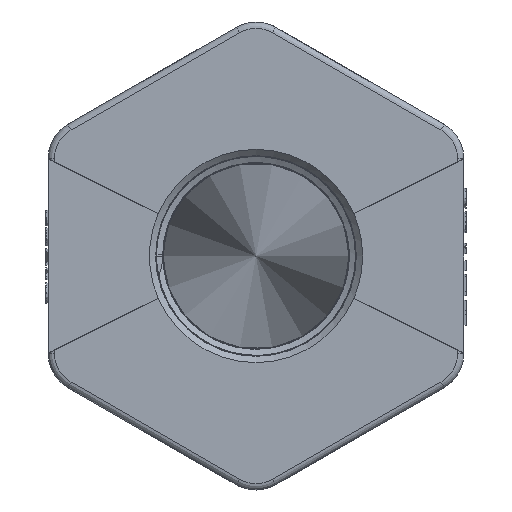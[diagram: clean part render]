
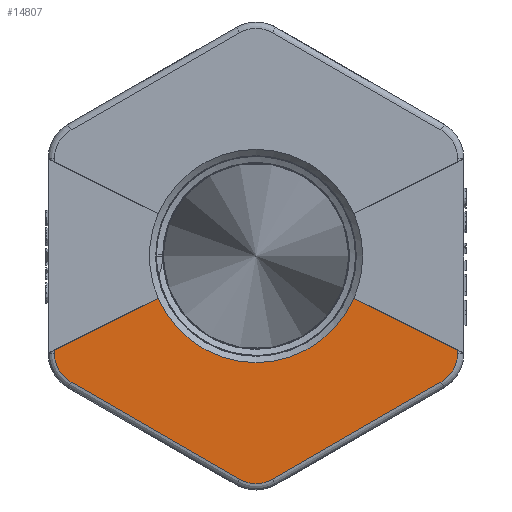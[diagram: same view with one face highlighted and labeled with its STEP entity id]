
A CAD part, left-side view. The second image highlights one B-rep face of the part: STEP entity #14807.
In plain terms, the highlighted planar face has unit normal (-1, 0, 0).
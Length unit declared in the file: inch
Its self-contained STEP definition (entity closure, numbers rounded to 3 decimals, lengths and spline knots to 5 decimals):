
#292=PLANE('',#15882);
#964=CIRCLE('',#15726,0.315);
#968=CIRCLE('',#15732,0.315);
#972=CIRCLE('',#15738,0.315);
#1053=CIRCLE('',#15883,1.01);
#1271=FACE_OUTER_BOUND('',#2132,.T.);
#2132=EDGE_LOOP('',(#10807,#10808,#10809,#10810,#10811,#10812,#10813,#10814,
#10815,#10816));
#3482=LINE('',#22389,#5036);
#3483=LINE('',#22400,#5037);
#3485=LINE('',#22412,#5039);
#3487=LINE('',#22422,#5041);
#3524=LINE('',#22578,#5078);
#3560=LINE('',#22858,#5114);
#5036=VECTOR('',#16864,0.3937);
#5037=VECTOR('',#16877,0.3937);
#5039=VECTOR('',#16891,0.3937);
#5041=VECTOR('',#16905,0.3937);
#5078=VECTOR('',#16962,0.3937);
#5114=VECTOR('',#17260,0.3937);
#6682=VERTEX_POINT('',#22382);
#6685=VERTEX_POINT('',#22387);
#6687=VERTEX_POINT('',#22392);
#6689=VERTEX_POINT('',#22398);
#6691=VERTEX_POINT('',#22404);
#6693=VERTEX_POINT('',#22410);
#6694=VERTEX_POINT('',#22415);
#6695=VERTEX_POINT('',#22420);
#6746=VERTEX_POINT('',#22577);
#6800=VERTEX_POINT('',#22857);
#8191=EDGE_CURVE('',#6685,#6682,#3482,.T.);
#8193=EDGE_CURVE('',#6687,#6685,#964,.T.);
#8196=EDGE_CURVE('',#6689,#6687,#3483,.T.);
#8199=EDGE_CURVE('',#6691,#6689,#968,.T.);
#8202=EDGE_CURVE('',#6693,#6691,#3485,.T.);
#8205=EDGE_CURVE('',#6694,#6693,#972,.T.);
#8208=EDGE_CURVE('',#6695,#6694,#3487,.T.);
#8266=EDGE_CURVE('',#6746,#6682,#3524,.T.);
#8380=EDGE_CURVE('',#6695,#6800,#3560,.T.);
#8381=EDGE_CURVE('',#6800,#6746,#1053,.T.);
#10807=ORIENTED_EDGE('',*,*,#8208,.F.);
#10808=ORIENTED_EDGE('',*,*,#8380,.T.);
#10809=ORIENTED_EDGE('',*,*,#8381,.T.);
#10810=ORIENTED_EDGE('',*,*,#8266,.T.);
#10811=ORIENTED_EDGE('',*,*,#8191,.F.);
#10812=ORIENTED_EDGE('',*,*,#8193,.F.);
#10813=ORIENTED_EDGE('',*,*,#8196,.F.);
#10814=ORIENTED_EDGE('',*,*,#8199,.F.);
#10815=ORIENTED_EDGE('',*,*,#8202,.F.);
#10816=ORIENTED_EDGE('',*,*,#8205,.F.);
#14807=ADVANCED_FACE('',(#1271),#292,.T.);
#15726=AXIS2_PLACEMENT_3D('',#22394,#16869,#16870);
#15732=AXIS2_PLACEMENT_3D('',#22406,#16883,#16884);
#15738=AXIS2_PLACEMENT_3D('',#22417,#16897,#16898);
#15882=AXIS2_PLACEMENT_3D('',#22856,#17258,#17259);
#15883=AXIS2_PLACEMENT_3D('',#22859,#17261,#17262);
#16864=DIRECTION('',(0.,0.,1.));
#16869=DIRECTION('center_axis',(1.,0.,0.));
#16870=DIRECTION('ref_axis',(0.,0.866,-0.5));
#16877=DIRECTION('',(0.,0.866,0.5));
#16883=DIRECTION('center_axis',(1.,0.,0.));
#16884=DIRECTION('ref_axis',(0.,0.,-1.));
#16891=DIRECTION('',(0.,0.866,-0.5));
#16897=DIRECTION('center_axis',(1.,0.,0.));
#16898=DIRECTION('ref_axis',(0.,-0.866,-0.5));
#16905=DIRECTION('',(0.,0.,-1.));
#16962=DIRECTION('',(0.,0.895,-0.446));
#17258=DIRECTION('center_axis',(-1.,0.,0.));
#17259=DIRECTION('ref_axis',(0.,0.,1.));
#17260=DIRECTION('',(0.,0.895,0.446));
#17261=DIRECTION('center_axis',(1.,0.,0.));
#17262=DIRECTION('ref_axis',(0.,1.,0.));
#22382=CARTESIAN_POINT('',(0.,1.91,-0.89007));
#22387=CARTESIAN_POINT('',(0.,1.91,-0.92087));
#22389=CARTESIAN_POINT('',(0.,1.91,0.56869));
#22392=CARTESIAN_POINT('',(0.,1.7525,-1.19367));
#22394=CARTESIAN_POINT('Origin',(0.,1.595,-0.92087));
#22398=CARTESIAN_POINT('',(0.,0.1575,-2.11455));
#22400=CARTESIAN_POINT('',(0.,2.00625,-1.04717));
#22404=CARTESIAN_POINT('',(0.,-0.1575,-2.11455));
#22406=CARTESIAN_POINT('Origin',(0.,0.,-1.84175));
#22410=CARTESIAN_POINT('',(0.,-1.7525,-1.19367));
#22412=CARTESIAN_POINT('',(0.,0.09625,-2.26105));
#22415=CARTESIAN_POINT('',(0.,-1.91,-0.92087));
#22417=CARTESIAN_POINT('Origin',(0.,-1.595,-0.92087));
#22420=CARTESIAN_POINT('',(0.,-1.91,-0.89007));
#22422=CARTESIAN_POINT('',(0.,-1.91,-0.56869));
#22577=CARTESIAN_POINT('',(0.,0.92742,-0.4));
#22578=CARTESIAN_POINT('',(0.,1.59408,-0.73251));
#22856=CARTESIAN_POINT('Origin',(0.,1.49,0.));
#22857=CARTESIAN_POINT('',(0.,-0.92742,-0.4));
#22858=CARTESIAN_POINT('',(0.,0.12039,0.1226));
#22859=CARTESIAN_POINT('Origin',(0.,0.,0.));
